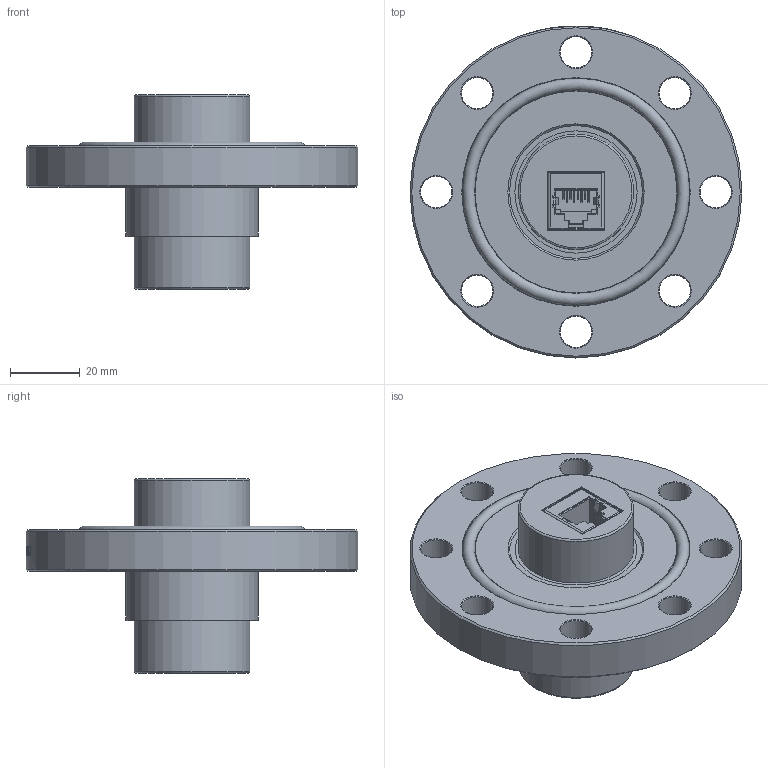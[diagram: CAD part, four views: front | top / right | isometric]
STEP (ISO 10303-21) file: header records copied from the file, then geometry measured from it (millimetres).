
FILE_DESCRIPTION (( 'STEP AP214' ), '1' );
FILE_NAME ('俋楷耀倰-C-HF50-1RJ45.STEP', '2024-08-14T03:53:59', ( '' ), ( '' ), 'SwSTEP 2.0', 'SolidWorks 2020', '' );
FILE_SCHEMA (( 'AUTOMOTIVE_DESIGN' ));
Length unit declared in the file: millimetre
Products named in the file (7): 俋楷耀倰-FL-C-D38-1RJ45-A1; 悵誘欶-SHD-C-KF40-1RJ45; c-6368150-1-a-3d; 俋楷耀倰-C-D38-1RJ45-A1; O型密封圈-HF50-580; 俋楷耀倰-C-HF50-1RJ45; FL-HF50-D38-58
Assembly tree (8 placements, depth 3):
  俋楷耀倰-C-HF50-1RJ45
    FL-HF50-D38-58
    俋楷耀倰-C-D38-1RJ45-A1
      俋楷耀倰-FL-C-D38-1RJ45-A1
      c-6368150-1-a-3d  x2
      悵誘欶-SHD-C-KF40-1RJ45  x2
    O型密封圈-HF50-580
Bounding box: 95 x 95 x 55.6 mm (x, y, z)
Volume: 103569.4 mm3; surface area: 41465.2 mm2
Topology: 7 solids, 9 shells, 1029 faces, 3363 edges, 2436 vertices
Faces by surface type: plane 710, cylinder 238, bspline 44, cone 31, torus 6
Full cylindrical faces by diameter (mm): 9 x8, 30.6 x2, 33 x2, 35 x4, 37.6 x1, 38 x3, 58 x1, 65.2 x1, 95 x1
Entity records: 28319 total; most frequent: CARTESIAN_POINT 10585, ORIENTED_EDGE 4176, DIRECTION 2756, EDGE_CURVE 2088, VERTEX_POINT 1642, VECTOR 1318, LINE 1318, EDGE_LOOP 758
